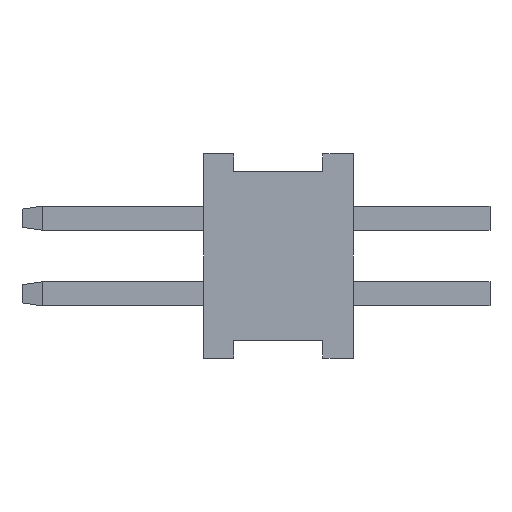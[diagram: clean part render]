
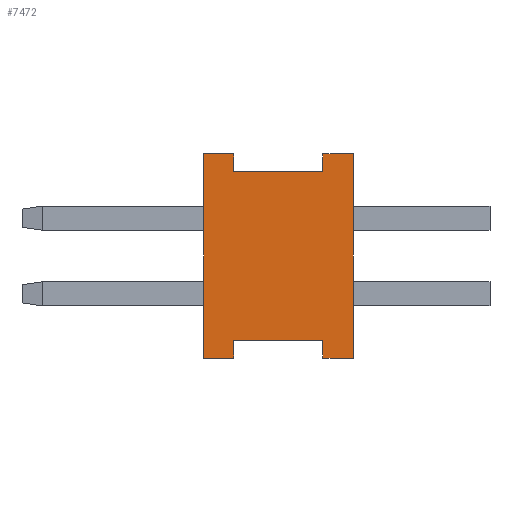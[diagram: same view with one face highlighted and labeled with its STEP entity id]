
A CAD part, left-side view. The second image highlights one B-rep face of the part: STEP entity #7472.
In plain terms, the highlighted planar face has unit normal (-1, 0, 0).
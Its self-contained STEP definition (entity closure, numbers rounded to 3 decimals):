
#80 = CARTESIAN_POINT ( 'NONE',  ( -3.175, 0.505, 1.715 ) ) ;
#127 = VECTOR ( 'NONE', #9617, 1000. ) ;
#219 = LINE ( 'NONE', #11183, #2441 ) ;
#644 = DIRECTION ( 'NONE',  ( 0., 0., -1. ) ) ;
#662 = DIRECTION ( 'NONE',  ( 0., 0., -1. ) ) ;
#712 = DIRECTION ( 'NONE',  ( 0., -1., 0. ) ) ;
#789 = VECTOR ( 'NONE', #10167, 1000. ) ;
#796 = LINE ( 'NONE', #12586, #9987 ) ;
#879 = EDGE_CURVE ( 'NONE', #8472, #2663, #12091, .T. ) ;
#1234 = CARTESIAN_POINT ( 'NONE',  ( -3.175, 2.005, -1.415 ) ) ;
#1384 = ORIENTED_EDGE ( 'NONE', *, *, #2187, .T. ) ;
#2036 = VERTEX_POINT ( 'NONE', #80 ) ;
#2052 = ORIENTED_EDGE ( 'NONE', *, *, #9906, .T. ) ;
#2137 = ORIENTED_EDGE ( 'NONE', *, *, #3196, .F. ) ;
#2187 = EDGE_CURVE ( 'NONE', #2377, #11677, #12239, .T. ) ;
#2267 = CARTESIAN_POINT ( 'NONE',  ( -3.175, 0.505, 1.415 ) ) ;
#2284 = EDGE_CURVE ( 'NONE', #11677, #8472, #2581, .T. ) ;
#2377 = VERTEX_POINT ( 'NONE', #8452 ) ;
#2441 = VECTOR ( 'NONE', #6216, 1000. ) ;
#2581 = LINE ( 'NONE', #12148, #5532 ) ;
#2663 = VERTEX_POINT ( 'NONE', #7237 ) ;
#2707 = PLANE ( 'NONE',  #8771 ) ;
#3196 = EDGE_CURVE ( 'NONE', #10669, #12630, #6069, .T. ) ;
#3230 = LINE ( 'NONE', #10200, #4600 ) ;
#3376 = DIRECTION ( 'NONE',  ( 0., 0., -1. ) ) ;
#3413 = CARTESIAN_POINT ( 'NONE',  ( -3.175, 0.505, 2.015 ) ) ;
#3484 = VERTEX_POINT ( 'NONE', #6354 ) ;
#3695 = CARTESIAN_POINT ( 'NONE',  ( -3.175, 2.51, 1.715 ) ) ;
#3774 = VECTOR ( 'NONE', #12342, 1000. ) ;
#3971 = CARTESIAN_POINT ( 'NONE',  ( -3.175, 2.51, 1.715 ) ) ;
#4087 = VERTEX_POINT ( 'NONE', #8649 ) ;
#4096 = FACE_OUTER_BOUND ( 'NONE', #10697, .T. ) ;
#4268 = DIRECTION ( 'NONE',  ( 0., -1., 0. ) ) ;
#4364 = EDGE_CURVE ( 'NONE', #7329, #8535, #4953, .T. ) ;
#4600 = VECTOR ( 'NONE', #9239, 1000. ) ;
#4621 = CARTESIAN_POINT ( 'NONE',  ( -3.175, 2.51, -1.715 ) ) ;
#4792 = VERTEX_POINT ( 'NONE', #11231 ) ;
#4864 = LINE ( 'NONE', #4621, #6784 ) ;
#4953 = LINE ( 'NONE', #12204, #789 ) ;
#5270 = CARTESIAN_POINT ( 'NONE',  ( -3.175, 2.005, 2.015 ) ) ;
#5480 = EDGE_CURVE ( 'NONE', #2663, #4087, #796, .T. ) ;
#5532 = VECTOR ( 'NONE', #8225, 1000. ) ;
#5803 = ORIENTED_EDGE ( 'NONE', *, *, #5480, .T. ) ;
#6023 = CARTESIAN_POINT ( 'NONE',  ( -3.175, 2.51, -1.715 ) ) ;
#6025 = EDGE_CURVE ( 'NONE', #4792, #3484, #3230, .T. ) ;
#6069 = LINE ( 'NONE', #3695, #127 ) ;
#6131 = CARTESIAN_POINT ( 'NONE',  ( -3.175, 0.505, -1.415 ) ) ;
#6216 = DIRECTION ( 'NONE',  ( 0., -1., 0. ) ) ;
#6319 = VECTOR ( 'NONE', #7024, 1000. ) ;
#6354 = CARTESIAN_POINT ( 'NONE',  ( -3.175, 0., 1.715 ) ) ;
#6487 = EDGE_CURVE ( 'NONE', #2036, #3484, #219, .T. ) ;
#6617 = VECTOR ( 'NONE', #3376, 1000. ) ;
#6740 = EDGE_CURVE ( 'NONE', #2377, #10669, #8665, .T. ) ;
#6784 = VECTOR ( 'NONE', #712, 1000. ) ;
#7024 = DIRECTION ( 'NONE',  ( 0., -1., 0. ) ) ;
#7237 = CARTESIAN_POINT ( 'NONE',  ( -3.175, 0.505, -1.415 ) ) ;
#7329 = VERTEX_POINT ( 'NONE', #2267 ) ;
#7472 = ADVANCED_FACE ( 'NONE', ( #4096 ), #2707, .F. ) ;
#7743 = CARTESIAN_POINT ( 'NONE',  ( -3.175, 2.005, 1.415 ) ) ;
#8024 = ORIENTED_EDGE ( 'NONE', *, *, #879, .T. ) ;
#8225 = DIRECTION ( 'NONE',  ( 0., 0., 1. ) ) ;
#8231 = ORIENTED_EDGE ( 'NONE', *, *, #6025, .T. ) ;
#8286 = LINE ( 'NONE', #5270, #3774 ) ;
#8311 = ORIENTED_EDGE ( 'NONE', *, *, #4364, .T. ) ;
#8398 = CARTESIAN_POINT ( 'NONE',  ( -3.175, 2.005, -1.715 ) ) ;
#8452 = CARTESIAN_POINT ( 'NONE',  ( -3.175, 2.51, -1.715 ) ) ;
#8472 = VERTEX_POINT ( 'NONE', #1234 ) ;
#8535 = VERTEX_POINT ( 'NONE', #7743 ) ;
#8649 = CARTESIAN_POINT ( 'NONE',  ( -3.175, 0.505, -1.715 ) ) ;
#8665 = LINE ( 'NONE', #9914, #8959 ) ;
#8771 = AXIS2_PLACEMENT_3D ( 'NONE', #12604, #12505, #662 ) ;
#8959 = VECTOR ( 'NONE', #10891, 1000. ) ;
#9074 = ORIENTED_EDGE ( 'NONE', *, *, #6740, .F. ) ;
#9239 = DIRECTION ( 'NONE',  ( 0., 0., 1. ) ) ;
#9617 = DIRECTION ( 'NONE',  ( 0., -1., 0. ) ) ;
#9694 = CARTESIAN_POINT ( 'NONE',  ( -3.175, 2.005, 1.715 ) ) ;
#9906 = EDGE_CURVE ( 'NONE', #2036, #7329, #10959, .T. ) ;
#9914 = CARTESIAN_POINT ( 'NONE',  ( -3.175, 2.51, 1.715 ) ) ;
#9977 = EDGE_CURVE ( 'NONE', #4087, #4792, #4864, .T. ) ;
#9987 = VECTOR ( 'NONE', #644, 1000. ) ;
#10167 = DIRECTION ( 'NONE',  ( 0., 1., 0. ) ) ;
#10200 = CARTESIAN_POINT ( 'NONE',  ( -3.175, 0., 1.715 ) ) ;
#10669 = VERTEX_POINT ( 'NONE', #3971 ) ;
#10697 = EDGE_LOOP ( 'NONE', ( #12391, #2052, #8311, #11187, #2137, #9074, #1384, #11132, #8024, #5803, #11629, #8231 ) ) ;
#10891 = DIRECTION ( 'NONE',  ( 0., 0., 1. ) ) ;
#10959 = LINE ( 'NONE', #3413, #6617 ) ;
#11132 = ORIENTED_EDGE ( 'NONE', *, *, #2284, .T. ) ;
#11183 = CARTESIAN_POINT ( 'NONE',  ( -3.175, 2.51, 1.715 ) ) ;
#11187 = ORIENTED_EDGE ( 'NONE', *, *, #12262, .T. ) ;
#11231 = CARTESIAN_POINT ( 'NONE',  ( -3.175, 0., -1.715 ) ) ;
#11484 = VECTOR ( 'NONE', #4268, 1000. ) ;
#11629 = ORIENTED_EDGE ( 'NONE', *, *, #9977, .T. ) ;
#11677 = VERTEX_POINT ( 'NONE', #8398 ) ;
#12091 = LINE ( 'NONE', #6131, #11484 ) ;
#12148 = CARTESIAN_POINT ( 'NONE',  ( -3.175, 2.005, -2.015 ) ) ;
#12204 = CARTESIAN_POINT ( 'NONE',  ( -3.175, 0.505, 1.415 ) ) ;
#12239 = LINE ( 'NONE', #6023, #6319 ) ;
#12262 = EDGE_CURVE ( 'NONE', #8535, #12630, #8286, .T. ) ;
#12342 = DIRECTION ( 'NONE',  ( 0., 0., 1. ) ) ;
#12391 = ORIENTED_EDGE ( 'NONE', *, *, #6487, .F. ) ;
#12505 = DIRECTION ( 'NONE',  ( 1., 0., 0. ) ) ;
#12586 = CARTESIAN_POINT ( 'NONE',  ( -3.175, 0.505, -2.015 ) ) ;
#12604 = CARTESIAN_POINT ( 'NONE',  ( -3.175, 2.51, 1.715 ) ) ;
#12630 = VERTEX_POINT ( 'NONE', #9694 ) ;
